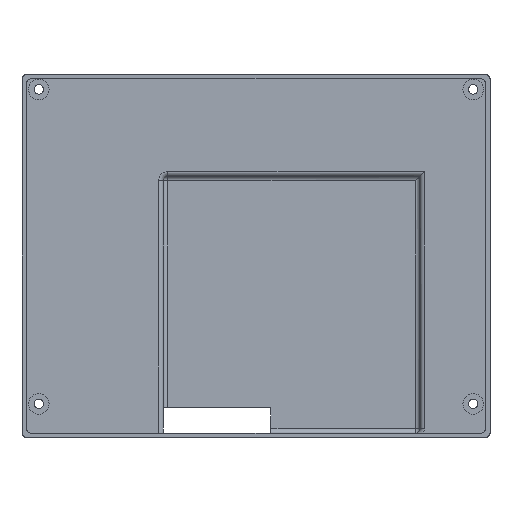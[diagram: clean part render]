
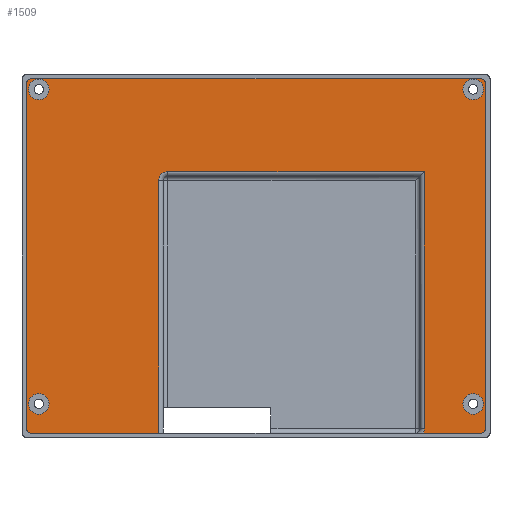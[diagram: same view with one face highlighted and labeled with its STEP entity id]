
A CAD part, front view. The second image highlights one B-rep face of the part: STEP entity #1509.
In plain terms, the highlighted planar face has unit normal (0, -1, 0).
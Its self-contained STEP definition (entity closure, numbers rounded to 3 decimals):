
#16=FACE_BOUND('',#216,.T.);
#17=FACE_BOUND('',#217,.T.);
#18=FACE_BOUND('',#218,.T.);
#19=FACE_BOUND('',#219,.T.);
#40=PLANE('',#1656);
#119=FACE_OUTER_BOUND('',#215,.T.);
#215=EDGE_LOOP('',(#1129,#1130,#1131,#1132,#1133,#1134,#1135,#1136,#1137,
#1138,#1139,#1140,#1141,#1142));
#216=EDGE_LOOP('',(#1143));
#217=EDGE_LOOP('',(#1144));
#218=EDGE_LOOP('',(#1145));
#219=EDGE_LOOP('',(#1146));
#344=LINE('',#2475,#472);
#345=LINE('',#2478,#473);
#346=LINE('',#2480,#474);
#347=LINE('',#2484,#475);
#348=LINE('',#2488,#476);
#349=LINE('',#2492,#477);
#350=LINE('',#2496,#478);
#351=LINE('',#2498,#479);
#472=VECTOR('',#1969,10.);
#473=VECTOR('',#1972,10.);
#474=VECTOR('',#1973,10.);
#475=VECTOR('',#1976,10.);
#476=VECTOR('',#1979,10.);
#477=VECTOR('',#1982,10.);
#478=VECTOR('',#1985,10.);
#479=VECTOR('',#1986,10.);
#581=CIRCLE('',#1653,2.4);
#582=CIRCLE('',#1657,1.2);
#583=CIRCLE('',#1658,1.2);
#584=CIRCLE('',#1659,1.2);
#585=CIRCLE('',#1660,1.2);
#586=CIRCLE('',#1661,2.4);
#587=CIRCLE('',#1662,2.75);
#588=CIRCLE('',#1663,2.75);
#589=CIRCLE('',#1664,2.75);
#590=CIRCLE('',#1665,2.75);
#689=VERTEX_POINT('',#2453);
#692=VERTEX_POINT('',#2458);
#693=VERTEX_POINT('',#2467);
#697=VERTEX_POINT('',#2477);
#698=VERTEX_POINT('',#2479);
#699=VERTEX_POINT('',#2481);
#700=VERTEX_POINT('',#2483);
#701=VERTEX_POINT('',#2485);
#702=VERTEX_POINT('',#2487);
#703=VERTEX_POINT('',#2489);
#704=VERTEX_POINT('',#2491);
#705=VERTEX_POINT('',#2493);
#706=VERTEX_POINT('',#2495);
#707=VERTEX_POINT('',#2497);
#708=VERTEX_POINT('',#2500);
#709=VERTEX_POINT('',#2502);
#710=VERTEX_POINT('',#2504);
#711=VERTEX_POINT('',#2506);
#853=EDGE_CURVE('',#692,#689,#581,.T.);
#858=EDGE_CURVE('',#689,#693,#344,.T.);
#859=EDGE_CURVE('',#693,#697,#345,.T.);
#860=EDGE_CURVE('',#698,#692,#346,.F.);
#861=EDGE_CURVE('',#698,#699,#582,.T.);
#862=EDGE_CURVE('',#700,#699,#347,.F.);
#863=EDGE_CURVE('',#700,#701,#583,.T.);
#864=EDGE_CURVE('',#702,#701,#348,.F.);
#865=EDGE_CURVE('',#702,#703,#584,.T.);
#866=EDGE_CURVE('',#704,#703,#349,.F.);
#867=EDGE_CURVE('',#704,#705,#585,.T.);
#868=EDGE_CURVE('',#706,#705,#350,.F.);
#869=EDGE_CURVE('',#707,#706,#351,.T.);
#870=EDGE_CURVE('',#697,#707,#586,.T.);
#871=EDGE_CURVE('',#708,#708,#587,.F.);
#872=EDGE_CURVE('',#709,#709,#588,.F.);
#873=EDGE_CURVE('',#710,#710,#589,.F.);
#874=EDGE_CURVE('',#711,#711,#590,.F.);
#1129=ORIENTED_EDGE('',*,*,#859,.F.);
#1130=ORIENTED_EDGE('',*,*,#858,.F.);
#1131=ORIENTED_EDGE('',*,*,#853,.F.);
#1132=ORIENTED_EDGE('',*,*,#860,.F.);
#1133=ORIENTED_EDGE('',*,*,#861,.T.);
#1134=ORIENTED_EDGE('',*,*,#862,.F.);
#1135=ORIENTED_EDGE('',*,*,#863,.T.);
#1136=ORIENTED_EDGE('',*,*,#864,.F.);
#1137=ORIENTED_EDGE('',*,*,#865,.T.);
#1138=ORIENTED_EDGE('',*,*,#866,.F.);
#1139=ORIENTED_EDGE('',*,*,#867,.T.);
#1140=ORIENTED_EDGE('',*,*,#868,.F.);
#1141=ORIENTED_EDGE('',*,*,#869,.F.);
#1142=ORIENTED_EDGE('',*,*,#870,.F.);
#1143=ORIENTED_EDGE('',*,*,#871,.F.);
#1144=ORIENTED_EDGE('',*,*,#872,.F.);
#1145=ORIENTED_EDGE('',*,*,#873,.F.);
#1146=ORIENTED_EDGE('',*,*,#874,.F.);
#1509=ADVANCED_FACE('',(#119,#16,#17,#18,#19),#40,.F.);
#1653=AXIS2_PLACEMENT_3D('',#2465,#1960,#1961);
#1656=AXIS2_PLACEMENT_3D('',#2476,#1970,#1971);
#1657=AXIS2_PLACEMENT_3D('',#2482,#1974,#1975);
#1658=AXIS2_PLACEMENT_3D('',#2486,#1977,#1978);
#1659=AXIS2_PLACEMENT_3D('',#2490,#1980,#1981);
#1660=AXIS2_PLACEMENT_3D('',#2494,#1983,#1984);
#1661=AXIS2_PLACEMENT_3D('',#2499,#1987,#1988);
#1662=AXIS2_PLACEMENT_3D('',#2501,#1989,#1990);
#1663=AXIS2_PLACEMENT_3D('',#2503,#1991,#1992);
#1664=AXIS2_PLACEMENT_3D('',#2505,#1993,#1994);
#1665=AXIS2_PLACEMENT_3D('',#2507,#1995,#1996);
#1960=DIRECTION('center_axis',(0.,-1.,0.));
#1961=DIRECTION('ref_axis',(0.707,0.,-0.707));
#1969=DIRECTION('',(0.,0.,1.));
#1970=DIRECTION('center_axis',(0.,1.,0.));
#1971=DIRECTION('ref_axis',(1.,0.,0.));
#1972=DIRECTION('',(-1.,0.,0.));
#1973=DIRECTION('',(1.,0.,0.));
#1974=DIRECTION('center_axis',(0.,-1.,0.));
#1975=DIRECTION('ref_axis',(0.707,0.,-0.707));
#1976=DIRECTION('',(0.,0.,1.));
#1977=DIRECTION('center_axis',(0.,-1.,0.));
#1978=DIRECTION('ref_axis',(0.707,0.,0.707));
#1979=DIRECTION('',(-1.,0.,0.));
#1980=DIRECTION('center_axis',(0.,-1.,0.));
#1981=DIRECTION('ref_axis',(-0.707,0.,0.707));
#1982=DIRECTION('',(0.,0.,-1.));
#1983=DIRECTION('center_axis',(0.,-1.,0.));
#1984=DIRECTION('ref_axis',(-0.707,0.,-0.707));
#1985=DIRECTION('',(1.,0.,0.));
#1986=DIRECTION('',(0.,0.,-1.));
#1987=DIRECTION('center_axis',(0.,-1.,0.));
#1988=DIRECTION('ref_axis',(-0.707,0.,0.707));
#1989=DIRECTION('center_axis',(0.,1.,0.));
#1990=DIRECTION('ref_axis',(1.,0.,0.));
#1991=DIRECTION('center_axis',(0.,1.,0.));
#1992=DIRECTION('ref_axis',(1.,0.,0.));
#1993=DIRECTION('center_axis',(0.,1.,0.));
#1994=DIRECTION('ref_axis',(1.,0.,0.));
#1995=DIRECTION('center_axis',(0.,1.,0.));
#1996=DIRECTION('ref_axis',(1.,0.,0.));
#2453=CARTESIAN_POINT('',(-17.5,6.8,2.4));
#2458=CARTESIAN_POINT('',(-17.822,6.8,1.2));
#2465=CARTESIAN_POINT('Origin',(-19.9,6.8,2.4));
#2467=CARTESIAN_POINT('',(-17.5,6.8,71.));
#2475=CARTESIAN_POINT('',(-17.5,6.8,59.75));
#2476=CARTESIAN_POINT('Origin',(-62.5,6.8,48.5));
#2477=CARTESIAN_POINT('',(-86.1,6.8,71.));
#2478=CARTESIAN_POINT('',(-75.5,6.8,71.));
#2479=CARTESIAN_POINT('',(-2.4,6.8,1.2));
#2480=CARTESIAN_POINT('',(-31.25,6.8,1.2));
#2481=CARTESIAN_POINT('',(-1.2,6.8,2.4));
#2482=CARTESIAN_POINT('Origin',(-2.4,6.8,2.4));
#2483=CARTESIAN_POINT('',(-1.2,6.8,94.6));
#2484=CARTESIAN_POINT('',(-1.2,6.8,72.75));
#2485=CARTESIAN_POINT('',(-2.4,6.8,95.8));
#2486=CARTESIAN_POINT('Origin',(-2.4,6.8,94.6));
#2487=CARTESIAN_POINT('',(-122.6,6.8,95.8));
#2488=CARTESIAN_POINT('',(-93.75,6.8,95.8));
#2489=CARTESIAN_POINT('',(-123.8,6.8,94.6));
#2490=CARTESIAN_POINT('Origin',(-122.6,6.8,94.6));
#2491=CARTESIAN_POINT('',(-123.8,6.8,2.4));
#2492=CARTESIAN_POINT('',(-123.8,6.8,24.25));
#2493=CARTESIAN_POINT('',(-122.6,6.8,1.2));
#2494=CARTESIAN_POINT('Origin',(-122.6,6.8,2.4));
#2495=CARTESIAN_POINT('',(-88.5,6.8,1.2));
#2496=CARTESIAN_POINT('',(-31.25,6.8,1.2));
#2497=CARTESIAN_POINT('',(-88.5,6.8,68.6));
#2498=CARTESIAN_POINT('',(-88.5,6.8,24.25));
#2499=CARTESIAN_POINT('Origin',(-86.1,6.8,68.6));
#2500=CARTESIAN_POINT('',(-123.25,6.8,93.));
#2501=CARTESIAN_POINT('Origin',(-120.5,6.8,93.));
#2502=CARTESIAN_POINT('',(-7.25,6.8,93.));
#2503=CARTESIAN_POINT('Origin',(-4.5,6.8,93.));
#2504=CARTESIAN_POINT('',(-7.25,6.8,9.));
#2505=CARTESIAN_POINT('Origin',(-4.5,6.8,9.));
#2506=CARTESIAN_POINT('',(-123.25,6.8,9.));
#2507=CARTESIAN_POINT('Origin',(-120.5,6.8,9.));
